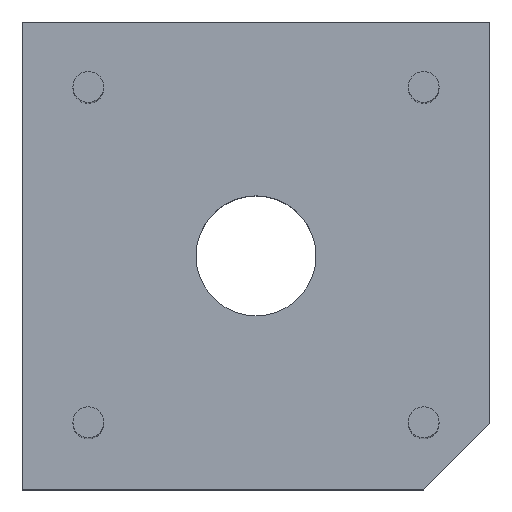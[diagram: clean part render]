
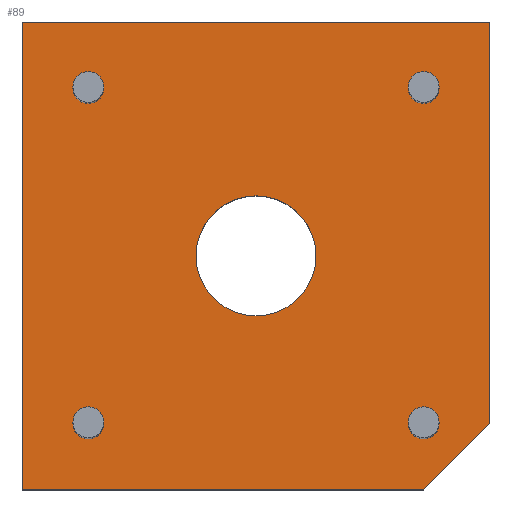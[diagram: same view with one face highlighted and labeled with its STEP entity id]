
A CAD part, top view. The second image highlights one B-rep face of the part: STEP entity #89.
In plain terms, the highlighted planar face has unit normal (0, 0, 1).
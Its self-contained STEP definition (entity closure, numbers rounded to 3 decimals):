
#89=ADVANCED_FACE('',(#154,#155),#109,.T.);
#109=PLANE('',#302);
#124=LINE('',#411,#139);
#125=LINE('',#414,#140);
#126=LINE('',#416,#141);
#127=LINE('',#418,#142);
#128=LINE('',#420,#143);
#139=VECTOR('',#335,1.);
#140=VECTOR('',#336,1.);
#141=VECTOR('',#337,1.);
#142=VECTOR('',#338,1.);
#143=VECTOR('',#339,1.);
#154=FACE_BOUND('',#168,.T.);
#155=FACE_BOUND('',#169,.T.);
#168=EDGE_LOOP('',(#195));
#169=EDGE_LOOP('',(#196,#197,#198,#199,#200));
#195=ORIENTED_EDGE('',*,*,#265,.T.);
#196=ORIENTED_EDGE('',*,*,#266,.F.);
#197=ORIENTED_EDGE('',*,*,#267,.T.);
#198=ORIENTED_EDGE('',*,*,#268,.F.);
#199=ORIENTED_EDGE('',*,*,#269,.F.);
#200=ORIENTED_EDGE('',*,*,#270,.F.);
#245=VERTEX_POINT('',#410);
#246=VERTEX_POINT('',#412);
#247=VERTEX_POINT('',#413);
#248=VERTEX_POINT('',#415);
#249=VERTEX_POINT('',#417);
#250=VERTEX_POINT('',#419);
#265=EDGE_CURVE('',#245,#245,#290,.T.);
#266=EDGE_CURVE('',#246,#247,#124,.T.);
#267=EDGE_CURVE('',#246,#248,#125,.T.);
#268=EDGE_CURVE('',#249,#248,#126,.T.);
#269=EDGE_CURVE('',#250,#249,#127,.T.);
#270=EDGE_CURVE('',#247,#250,#128,.T.);
#290=CIRCLE('',#301,1.95);
#301=AXIS2_PLACEMENT_3D('',#409,#333,#334);
#302=AXIS2_PLACEMENT_3D('',#421,#340,#341);
#333=DIRECTION('',(0.,0.,-1.));
#334=DIRECTION('',(-1.,0.,0.));
#335=DIRECTION('',(-1.,0.,0.));
#336=DIRECTION('',(0.707,0.707,0.));
#337=DIRECTION('',(0.,-1.,0.));
#338=DIRECTION('',(1.,0.,0.));
#339=DIRECTION('',(0.,1.,0.));
#340=DIRECTION('',(0.,0.,1.));
#341=DIRECTION('',(1.,0.,0.));
#409=CARTESIAN_POINT('',(12.06,26.088,6.8));
#410=CARTESIAN_POINT('',(10.11,26.088,6.8));
#411=CARTESIAN_POINT('',(12.06,18.488,6.8));
#412=CARTESIAN_POINT('',(17.51,18.488,6.8));
#413=CARTESIAN_POINT('',(4.46,18.488,6.8));
#414=CARTESIAN_POINT('',(18.585,19.563,6.8));
#415=CARTESIAN_POINT('',(19.66,20.638,6.8));
#416=CARTESIAN_POINT('',(19.66,26.088,6.8));
#417=CARTESIAN_POINT('',(19.66,33.688,6.8));
#418=CARTESIAN_POINT('',(12.06,33.688,6.8));
#419=CARTESIAN_POINT('',(4.46,33.688,6.8));
#420=CARTESIAN_POINT('',(4.46,26.088,6.8));
#421=CARTESIAN_POINT('',(12.06,26.088,6.8));
